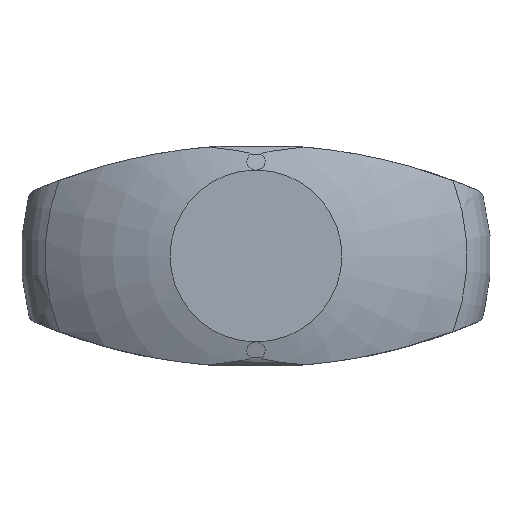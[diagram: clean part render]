
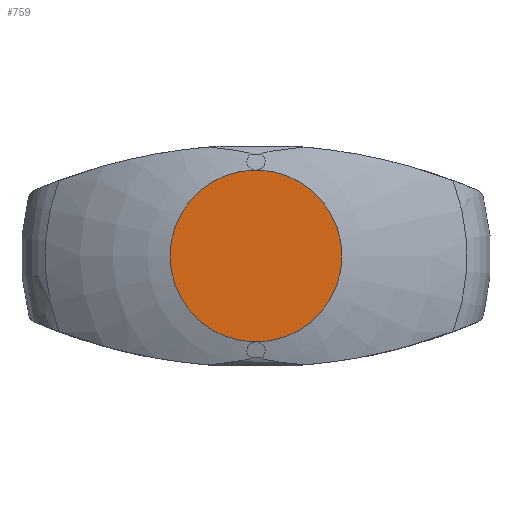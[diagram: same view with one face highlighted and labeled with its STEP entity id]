
A CAD part, top view. The second image highlights one B-rep face of the part: STEP entity #759.
In plain terms, the highlighted planar face has unit normal (0, 0, 1).
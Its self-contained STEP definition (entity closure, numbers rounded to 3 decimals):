
#555=VERTEX_POINT('',#1575);
#613=EDGE_CURVE('',#903,#885,#1638,.T.);
#653=EDGE_CURVE('',#903,#555,#1680,.T.);
#759=ADVANCED_FACE('',(#1798),#1799,.F.);
#885=VERTEX_POINT('',#1936);
#903=VERTEX_POINT('',#1958);
#985=EDGE_CURVE('',#1063,#885,#2049,.T.);
#1063=VERTEX_POINT('',#2137);
#1435=EDGE_CURVE('',#555,#1063,#2536,.T.);
#1575=CARTESIAN_POINT('',(-0.043,7.5,34.8));
#1638=LINE('',#2993,#2994);
#1680=CIRCLE('',#3179,7.5);
#1798=FACE_OUTER_BOUND('',#3572,.T.);
#1799=PLANE('',#3573);
#1936=CARTESIAN_POINT('',(0.043,-7.5,34.8));
#1958=CARTESIAN_POINT('',(-0.043,-7.5,34.8));
#2049=CIRCLE('',#4524,7.5);
#2137=CARTESIAN_POINT('',(0.043,7.5,34.8));
#2536=LINE('',#6094,#6095);
#2993=CARTESIAN_POINT('',(-30.0,-7.5,34.8));
#2994=VECTOR('',#6444,1.0);
#3179=AXIS2_PLACEMENT_3D('',#6477,#6478,#6479);
#3572=EDGE_LOOP('',(#6613,#6614,#6615,#6616));
#3573=AXIS2_PLACEMENT_3D('',#6617,#6618,#6619);
#4524=AXIS2_PLACEMENT_3D('',#6921,#6922,#6923);
#6094=CARTESIAN_POINT('',(-30.0,7.5,34.8));
#6095=VECTOR('',#7403,1.0);
#6444=DIRECTION('',(1.0,0.,0.));
#6477=CARTESIAN_POINT('',(0.,0.,34.8));
#6478=DIRECTION('',(0.,0.,-1.0));
#6479=DIRECTION('',(-1.0,0.,0.));
#6613=ORIENTED_EDGE('',*,*,#985,.F.);
#6614=ORIENTED_EDGE('',*,*,#1435,.F.);
#6615=ORIENTED_EDGE('',*,*,#653,.F.);
#6616=ORIENTED_EDGE('',*,*,#613,.T.);
#6617=CARTESIAN_POINT('',(-30.0,7.5,34.8));
#6618=DIRECTION('',(0.,0.,-1.0));
#6619=DIRECTION('',(0.,1.0,0.0));
#6921=CARTESIAN_POINT('',(0.,0.,34.8));
#6922=DIRECTION('',(0.,0.,-1.0));
#6923=DIRECTION('',(-1.0,0.,0.));
#7403=DIRECTION('',(1.0,0.,0.));
